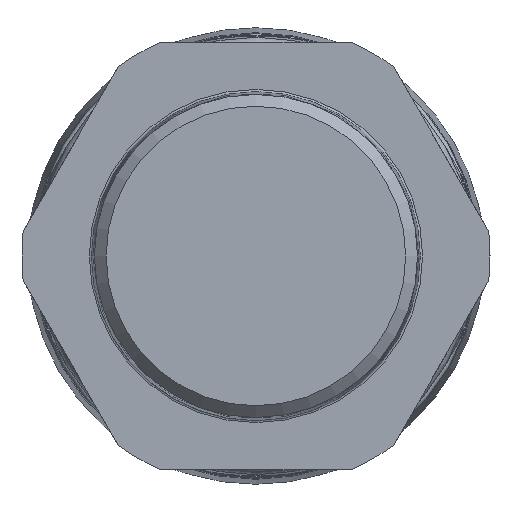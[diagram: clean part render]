
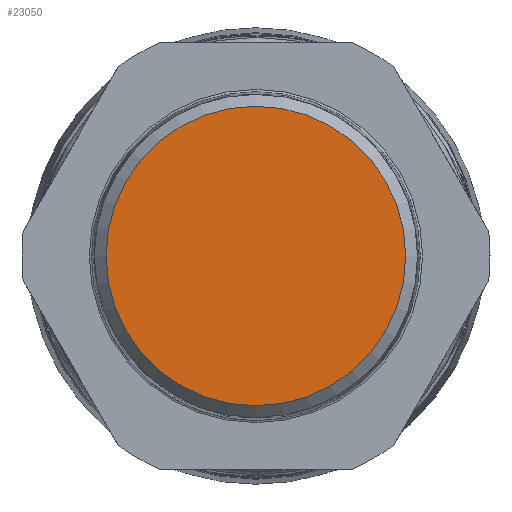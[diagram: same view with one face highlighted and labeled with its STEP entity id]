
A CAD part, left-side view. The second image highlights one B-rep face of the part: STEP entity #23050.
In plain terms, the highlighted planar face has unit normal (-1, 0, 0).
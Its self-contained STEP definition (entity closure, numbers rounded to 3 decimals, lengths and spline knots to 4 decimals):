
#2577=CIRCLE('',#25180,1.3099);
#2578=CIRCLE('',#25181,1.3099);
#4058=FACE_OUTER_BOUND('',#5350,.T.);
#5350=EDGE_LOOP('',(#21151,#21152));
#10951=VERTEX_POINT('',#47627);
#10952=VERTEX_POINT('',#47628);
#14363=EDGE_CURVE('',#10951,#10952,#2577,.T.);
#14364=EDGE_CURVE('',#10952,#10951,#2578,.T.);
#21151=ORIENTED_EDGE('',*,*,#14363,.T.);
#21152=ORIENTED_EDGE('',*,*,#14364,.T.);
#21831=PLANE('',#25179);
#23050=ADVANCED_FACE('',(#4058),#21831,.T.);
#25179=AXIS2_PLACEMENT_3D('',#47626,#30389,#30390);
#25180=AXIS2_PLACEMENT_3D('',#47629,#30391,#30392);
#25181=AXIS2_PLACEMENT_3D('',#47630,#30393,#30394);
#30389=DIRECTION('center_axis',(-1.,0.,0.));
#30390=DIRECTION('ref_axis',(0.,1.,0.));
#30391=DIRECTION('center_axis',(-1.,0.,0.));
#30392=DIRECTION('ref_axis',(0.,-1.,0.));
#30393=DIRECTION('center_axis',(-1.,0.,0.));
#30394=DIRECTION('ref_axis',(0.,-1.,0.));
#47626=CARTESIAN_POINT('Origin',(-3.3173,-1.41,0.));
#47627=CARTESIAN_POINT('',(-3.3173,-1.3099,0.));
#47628=CARTESIAN_POINT('',(-3.3173,1.3099,0.));
#47629=CARTESIAN_POINT('Origin',(-3.3173,0.,
0.));
#47630=CARTESIAN_POINT('Origin',(-3.3173,0.,
0.));
